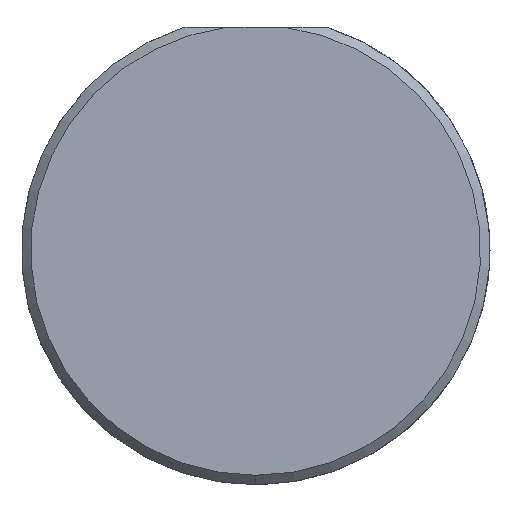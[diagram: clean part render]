
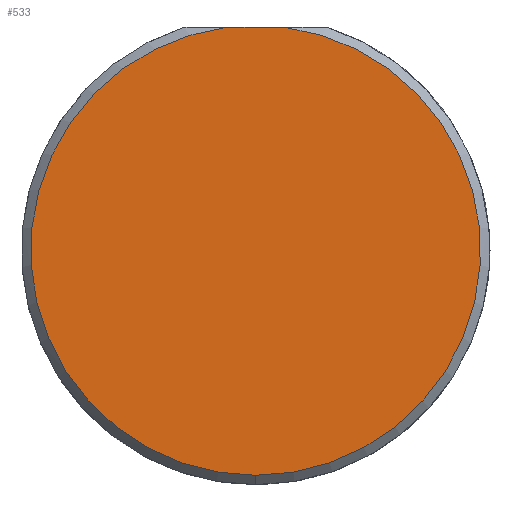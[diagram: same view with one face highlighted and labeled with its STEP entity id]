
A CAD part, left-side view. The second image highlights one B-rep face of the part: STEP entity #533.
In plain terms, the highlighted planar face has unit normal (-1, 0, 0).
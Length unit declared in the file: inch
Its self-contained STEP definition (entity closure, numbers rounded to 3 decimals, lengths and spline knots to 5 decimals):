
#23 = FACE_OUTER_BOUND ( 'NONE', #528, .T. ) ;
#36 = ORIENTED_EDGE ( 'NONE', *, *, #469, .T. ) ;
#76 = CARTESIAN_POINT ( 'NONE',  ( 0., 0., 0. ) ) ;
#82 = PLANE ( 'NONE',  #604 ) ;
#98 = CARTESIAN_POINT ( 'NONE',  ( 0., 0.24985, 0.23785 ) ) ;
#101 = VECTOR ( 'NONE', #215, 39.37008 ) ;
#191 = CIRCLE ( 'NONE', #555, 0.23985 ) ;
#215 = DIRECTION ( 'NONE',  ( 0., 1., 0. ) ) ;
#223 = LINE ( 'NONE', #98, #101 ) ;
#259 = CARTESIAN_POINT ( 'NONE',  ( 0., 0., 0. ) ) ;
#331 = VERTEX_POINT ( 'NONE', #352 ) ;
#352 = CARTESIAN_POINT ( 'NONE',  ( 0., -0.03091, 0.23785 ) ) ;
#411 = CIRCLE ( 'NONE', #737, 0.23985 ) ;
#432 = ORIENTED_EDGE ( 'NONE', *, *, #602, .T. ) ;
#465 = ORIENTED_EDGE ( 'NONE', *, *, #546, .T. ) ;
#469 = EDGE_CURVE ( 'NONE', #695, #331, #411, .T. ) ;
#472 = DIRECTION ( 'NONE',  ( 0., 0., -1. ) ) ;
#485 = DIRECTION ( 'NONE',  ( 1., 0., 0. ) ) ;
#489 = DIRECTION ( 'NONE',  ( -1., 0., 0. ) ) ;
#493 = DIRECTION ( 'NONE',  ( -1., 0., 0. ) ) ;
#504 = CARTESIAN_POINT ( 'NONE',  ( 0., 0.03091, 0.23785 ) ) ;
#528 = EDGE_LOOP ( 'NONE', ( #432, #465, #36 ) ) ;
#533 = ADVANCED_FACE ( 'NONE', ( #23 ), #82, .F. ) ;
#546 = EDGE_CURVE ( 'NONE', #661, #695, #191, .T. ) ;
#555 = AXIS2_PLACEMENT_3D ( 'NONE', #674, #493, #662 ) ;
#602 = EDGE_CURVE ( 'NONE', #331, #661, #223, .T. ) ;
#604 = AXIS2_PLACEMENT_3D ( 'NONE', #259, #485, #715 ) ;
#630 = CARTESIAN_POINT ( 'NONE',  ( 0., 0., -0.23985 ) ) ;
#661 = VERTEX_POINT ( 'NONE', #504 ) ;
#662 = DIRECTION ( 'NONE',  ( 0., 0., -1. ) ) ;
#674 = CARTESIAN_POINT ( 'NONE',  ( 0., 0., 0. ) ) ;
#695 = VERTEX_POINT ( 'NONE', #630 ) ;
#715 = DIRECTION ( 'NONE',  ( 0., 0., -1. ) ) ;
#737 = AXIS2_PLACEMENT_3D ( 'NONE', #76, #489, #472 ) ;
